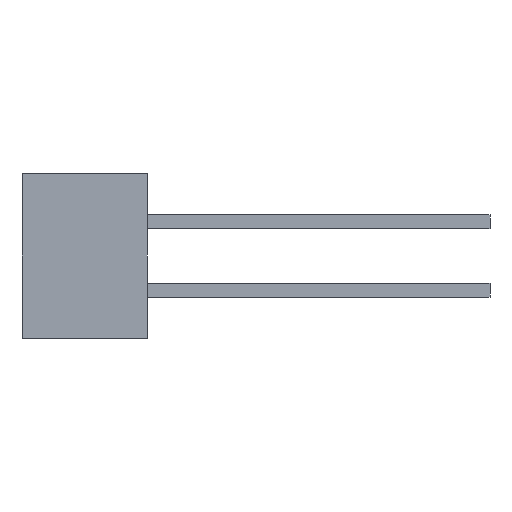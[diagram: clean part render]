
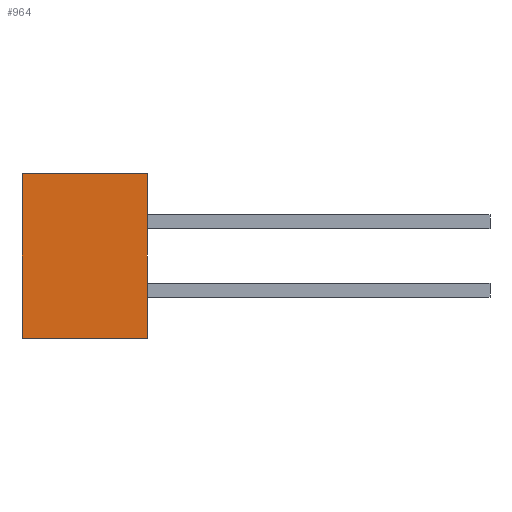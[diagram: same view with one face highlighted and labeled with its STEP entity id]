
A CAD part, left-side view. The second image highlights one B-rep face of the part: STEP entity #964.
In plain terms, the highlighted planar face has unit normal (-1, 0, 0).
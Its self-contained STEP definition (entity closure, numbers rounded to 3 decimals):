
#120 = FACE_OUTER_BOUND ( 'NONE', #1553, .T. ) ;
#121 = VECTOR ( 'NONE', #1169, 1000. ) ;
#131 = PLANE ( 'NONE',  #1530 ) ;
#178 = LINE ( 'NONE', #1026, #121 ) ;
#263 = EDGE_CURVE ( 'NONE', #616, #848, #995, .T. ) ;
#375 = EDGE_CURVE ( 'NONE', #616, #1359, #1411, .T. ) ;
#394 = ORIENTED_EDGE ( 'NONE', *, *, #1219, .F. ) ;
#448 = DIRECTION ( 'NONE',  ( 0., 0., 1. ) ) ;
#545 = DIRECTION ( 'NONE',  ( 0., 0., -1. ) ) ;
#616 = VERTEX_POINT ( 'NONE', #1617 ) ;
#644 = CARTESIAN_POINT ( 'NONE',  ( -2.195, 0., 3.05 ) ) ;
#793 = CARTESIAN_POINT ( 'NONE',  ( -2.195, 0., -3.05 ) ) ;
#848 = VERTEX_POINT ( 'NONE', #1083 ) ;
#849 = ORIENTED_EDGE ( 'NONE', *, *, #1085, .T. ) ;
#853 = VERTEX_POINT ( 'NONE', #644 ) ;
#964 = ADVANCED_FACE ( 'NONE', ( #120 ), #131, .F. ) ;
#995 = LINE ( 'NONE', #996, #1780 ) ;
#996 = CARTESIAN_POINT ( 'NONE',  ( -2.195, 4.65, 3.05 ) ) ;
#1026 = CARTESIAN_POINT ( 'NONE',  ( -2.195, 4.65, 3.05 ) ) ;
#1040 = ORIENTED_EDGE ( 'NONE', *, *, #263, .F. ) ;
#1083 = CARTESIAN_POINT ( 'NONE',  ( -2.195, 4.65, 3.05 ) ) ;
#1085 = EDGE_CURVE ( 'NONE', #1359, #853, #1906, .T. ) ;
#1169 = DIRECTION ( 'NONE',  ( 0., -1., 0. ) ) ;
#1219 = EDGE_CURVE ( 'NONE', #848, #853, #178, .T. ) ;
#1356 = ORIENTED_EDGE ( 'NONE', *, *, #375, .T. ) ;
#1359 = VERTEX_POINT ( 'NONE', #793 ) ;
#1366 = CARTESIAN_POINT ( 'NONE',  ( -2.195, 4.65, 3.05 ) ) ;
#1411 = LINE ( 'NONE', #1477, #1751 ) ;
#1417 = CARTESIAN_POINT ( 'NONE',  ( -2.195, 0., 3.05 ) ) ;
#1420 = DIRECTION ( 'NONE',  ( 0., -1., 0. ) ) ;
#1477 = CARTESIAN_POINT ( 'NONE',  ( -2.195, 4.65, -3.05 ) ) ;
#1523 = VECTOR ( 'NONE', #1577, 1000. ) ;
#1530 = AXIS2_PLACEMENT_3D ( 'NONE', #1366, #1930, #545 ) ;
#1553 = EDGE_LOOP ( 'NONE', ( #849, #394, #1040, #1356 ) ) ;
#1577 = DIRECTION ( 'NONE',  ( 0., 0., 1. ) ) ;
#1617 = CARTESIAN_POINT ( 'NONE',  ( -2.195, 4.65, -3.05 ) ) ;
#1751 = VECTOR ( 'NONE', #1420, 1000. ) ;
#1780 = VECTOR ( 'NONE', #448, 1000. ) ;
#1906 = LINE ( 'NONE', #1417, #1523 ) ;
#1930 = DIRECTION ( 'NONE',  ( 1., 0., 0. ) ) ;
